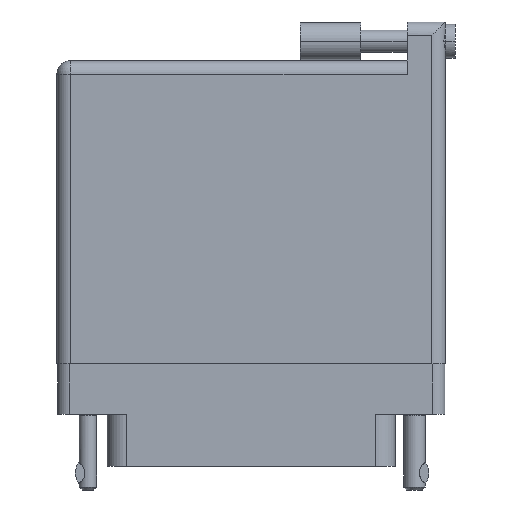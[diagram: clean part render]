
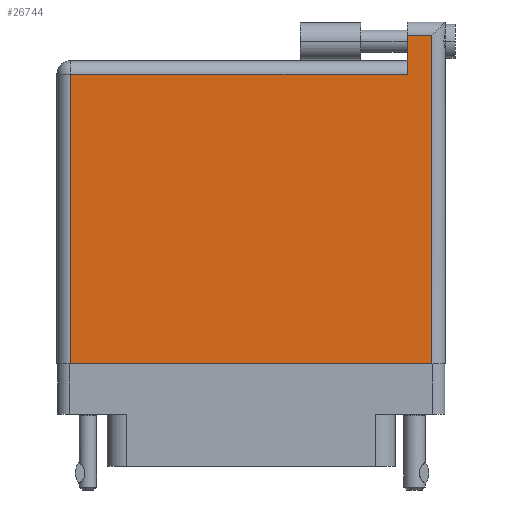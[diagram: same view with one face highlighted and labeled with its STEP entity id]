
A CAD part, front view. The second image highlights one B-rep face of the part: STEP entity #26744.
In plain terms, the highlighted face is planar.
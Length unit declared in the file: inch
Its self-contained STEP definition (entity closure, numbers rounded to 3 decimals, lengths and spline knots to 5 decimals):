
#473 = ORIENTED_EDGE ( 'NONE', *, *, #12676, .T. ) ;
#1033 = VECTOR ( 'NONE', #26400, 39.37008 ) ;
#1764 = DIRECTION ( 'NONE',  ( 0., -1., 0. ) ) ;
#1881 = AXIS2_PLACEMENT_3D ( 'NONE', #26603, #15417, #3878 ) ;
#2768 = ORIENTED_EDGE ( 'NONE', *, *, #34832, .T. ) ;
#3345 = CARTESIAN_POINT ( 'NONE',  ( 1.811, 1.496, 0. ) ) ;
#3878 = DIRECTION ( 'NONE',  ( -1., 0., 0. ) ) ;
#4017 = ORIENTED_EDGE ( 'NONE', *, *, #32101, .T. ) ;
#4997 = CARTESIAN_POINT ( 'NONE',  ( 0., 0., 0. ) ) ;
#5250 = EDGE_CURVE ( 'NONE', #43098, #37333, #24775, .T. ) ;
#7671 = CARTESIAN_POINT ( 'NONE',  ( 1.938, 1.696, 0. ) ) ;
#9072 = CARTESIAN_POINT ( 'NONE',  ( 0.07, 0., 0. ) ) ;
#9459 = VECTOR ( 'NONE', #24954, 39.37008 ) ;
#11351 = PLANE ( 'NONE',  #1881 ) ;
#12614 = VERTEX_POINT ( 'NONE', #46538 ) ;
#12676 = EDGE_CURVE ( 'NONE', #42634, #43098, #13514, .T. ) ;
#12864 = VERTEX_POINT ( 'NONE', #3345 ) ;
#12954 = CARTESIAN_POINT ( 'NONE',  ( 1.938, 1.766, 0. ) ) ;
#13514 = LINE ( 'NONE', #12954, #9459 ) ;
#15417 = DIRECTION ( 'NONE',  ( 0., 0., -1. ) ) ;
#16692 = DIRECTION ( 'NONE',  ( 1., 0., 0. ) ) ;
#17141 = VECTOR ( 'NONE', #1764, 39.37008 ) ;
#21055 = CARTESIAN_POINT ( 'NONE',  ( 1.938, 0., 0. ) ) ;
#23275 = CARTESIAN_POINT ( 'NONE',  ( 0., 1.496, 0. ) ) ;
#24026 = DIRECTION ( 'NONE',  ( -1., 0., 0. ) ) ;
#24775 = LINE ( 'NONE', #31144, #35249 ) ;
#24954 = DIRECTION ( 'NONE',  ( 0., 1., 0. ) ) ;
#25431 = VECTOR ( 'NONE', #16692, 39.37008 ) ;
#25690 = VERTEX_POINT ( 'NONE', #30498 ) ;
#26400 = DIRECTION ( 'NONE',  ( -1., 0., 0. ) ) ;
#26603 = CARTESIAN_POINT ( 'NONE',  ( 0., 1.566, 0. ) ) ;
#26744 = ADVANCED_FACE ( 'NONE', ( #31440 ), #11351, .F. ) ;
#27023 = LINE ( 'NONE', #9072, #17141 ) ;
#27900 = CARTESIAN_POINT ( 'NONE',  ( 1.811, 1.766, 0. ) ) ;
#28195 = EDGE_CURVE ( 'NONE', #37333, #12864, #38277, .T. ) ;
#29167 = ORIENTED_EDGE ( 'NONE', *, *, #5250, .T. ) ;
#29616 = VECTOR ( 'NONE', #38576, 39.37008 ) ;
#30498 = CARTESIAN_POINT ( 'NONE',  ( 0.07, 1.496, 0. ) ) ;
#31144 = CARTESIAN_POINT ( 'NONE',  ( 0., 1.696, 0. ) ) ;
#31440 = FACE_OUTER_BOUND ( 'NONE', #31868, .T. ) ;
#31868 = EDGE_LOOP ( 'NONE', ( #4017, #473, #29167, #47327, #32027, #2768 ) ) ;
#32027 = ORIENTED_EDGE ( 'NONE', *, *, #37966, .T. ) ;
#32101 = EDGE_CURVE ( 'NONE', #12614, #42634, #35294, .T. ) ;
#34832 = EDGE_CURVE ( 'NONE', #25690, #12614, #27023, .T. ) ;
#35249 = VECTOR ( 'NONE', #24026, 39.37008 ) ;
#35294 = LINE ( 'NONE', #4997, #25431 ) ;
#37333 = VERTEX_POINT ( 'NONE', #37627 ) ;
#37627 = CARTESIAN_POINT ( 'NONE',  ( 1.811, 1.696, 0. ) ) ;
#37966 = EDGE_CURVE ( 'NONE', #12864, #25690, #46296, .T. ) ;
#38277 = LINE ( 'NONE', #27900, #29616 ) ;
#38576 = DIRECTION ( 'NONE',  ( 0., -1., 0. ) ) ;
#42634 = VERTEX_POINT ( 'NONE', #21055 ) ;
#43098 = VERTEX_POINT ( 'NONE', #7671 ) ;
#46296 = LINE ( 'NONE', #23275, #1033 ) ;
#46538 = CARTESIAN_POINT ( 'NONE',  ( 0.07, 0., 0. ) ) ;
#47327 = ORIENTED_EDGE ( 'NONE', *, *, #28195, .T. ) ;
